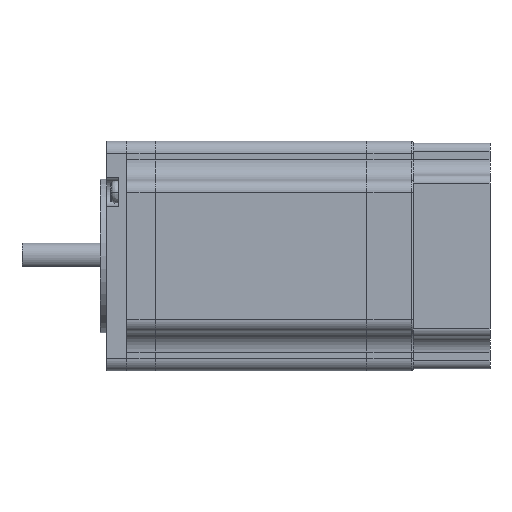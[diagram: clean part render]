
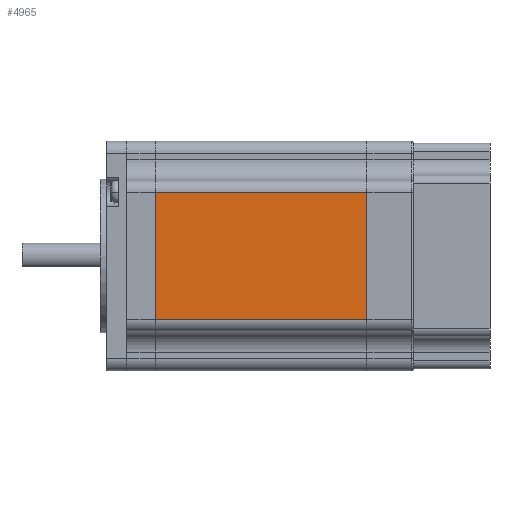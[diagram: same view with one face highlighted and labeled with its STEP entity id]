
A CAD part, left-side view. The second image highlights one B-rep face of the part: STEP entity #4965.
In plain terms, the highlighted planar face has unit normal (-1, 0, 0).
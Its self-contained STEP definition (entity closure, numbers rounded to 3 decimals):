
#131 = ORIENTED_EDGE ( 'NONE', *, *, #1549, .T. ) ;
#250 = EDGE_LOOP ( 'NONE', ( #5888, #5586, #5141, #131 ) ) ;
#275 = LINE ( 'NONE', #5572, #5523 ) ;
#945 = EDGE_CURVE ( 'NONE', #3403, #8394, #5771, .T. ) ;
#1291 = VECTOR ( 'NONE', #5208, 1000. ) ;
#1479 = VECTOR ( 'NONE', #2867, 1000. ) ;
#1522 = LINE ( 'NONE', #1613, #1479 ) ;
#1549 = EDGE_CURVE ( 'NONE', #8394, #7636, #1862, .T. ) ;
#1613 = CARTESIAN_POINT ( 'NONE',  ( 0., 0., -12.7 ) ) ;
#1663 = VERTEX_POINT ( 'NONE', #4725 ) ;
#1862 = LINE ( 'NONE', #2384, #3400 ) ;
#2009 = DIRECTION ( 'NONE',  ( -1., 0., 0. ) ) ;
#2384 = CARTESIAN_POINT ( 'NONE',  ( 0., 52.5, -44.3 ) ) ;
#2867 = DIRECTION ( 'NONE',  ( 0., 0., -1. ) ) ;
#3328 = PLANE ( 'NONE',  #8171 ) ;
#3377 = DIRECTION ( 'NONE',  ( 0., 0., 1. ) ) ;
#3400 = VECTOR ( 'NONE', #6463, 1000. ) ;
#3403 = VERTEX_POINT ( 'NONE', #6830 ) ;
#3410 = EDGE_CURVE ( 'NONE', #3403, #1663, #275, .T. ) ;
#3563 = DIRECTION ( 'NONE',  ( 0., -1., 0. ) ) ;
#4725 = CARTESIAN_POINT ( 'NONE',  ( 0., 0., -12.7 ) ) ;
#4965 = ADVANCED_FACE ( 'NONE', ( #8017 ), #3328, .T. ) ;
#5141 = ORIENTED_EDGE ( 'NONE', *, *, #945, .T. ) ;
#5208 = DIRECTION ( 'NONE',  ( 0., 0., -1. ) ) ;
#5523 = VECTOR ( 'NONE', #3563, 1000. ) ;
#5572 = CARTESIAN_POINT ( 'NONE',  ( 0., 52.5, -12.7 ) ) ;
#5586 = ORIENTED_EDGE ( 'NONE', *, *, #3410, .F. ) ;
#5689 = CARTESIAN_POINT ( 'NONE',  ( 0., 52.5, -12.7 ) ) ;
#5771 = LINE ( 'NONE', #5689, #1291 ) ;
#5888 = ORIENTED_EDGE ( 'NONE', *, *, #6740, .F. ) ;
#6463 = DIRECTION ( 'NONE',  ( 0., -1., 0. ) ) ;
#6740 = EDGE_CURVE ( 'NONE', #1663, #7636, #1522, .T. ) ;
#6830 = CARTESIAN_POINT ( 'NONE',  ( 0., 52.5, -12.7 ) ) ;
#7111 = CARTESIAN_POINT ( 'NONE',  ( 0., 52.5, -44.3 ) ) ;
#7636 = VERTEX_POINT ( 'NONE', #8661 ) ;
#8017 = FACE_OUTER_BOUND ( 'NONE', #250, .T. ) ;
#8103 = CARTESIAN_POINT ( 'NONE',  ( 0., 52.5, -12.7 ) ) ;
#8171 = AXIS2_PLACEMENT_3D ( 'NONE', #8103, #2009, #3377 ) ;
#8394 = VERTEX_POINT ( 'NONE', #7111 ) ;
#8661 = CARTESIAN_POINT ( 'NONE',  ( 0., 0., -44.3 ) ) ;
